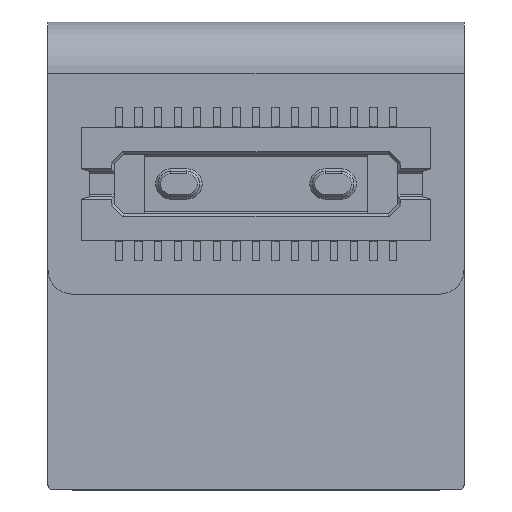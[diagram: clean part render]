
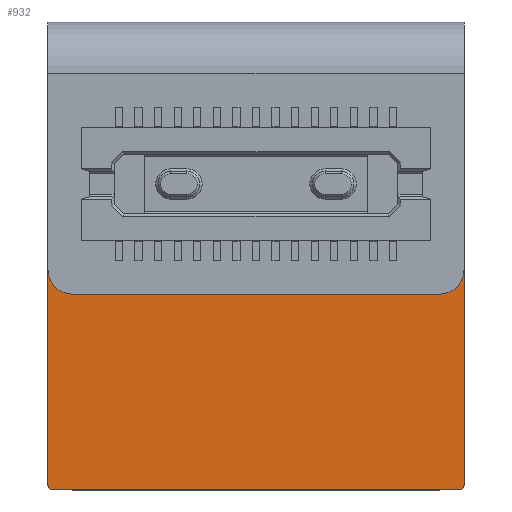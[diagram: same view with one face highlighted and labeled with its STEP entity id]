
A CAD part, front view. The second image highlights one B-rep face of the part: STEP entity #932.
In plain terms, the highlighted planar face has unit normal (0, -1, 0).
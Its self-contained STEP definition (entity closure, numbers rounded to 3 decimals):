
#197 = DIRECTION ( 'NONE',  ( 0., 1., 0. ) ) ;
#264 = VERTEX_POINT ( 'NONE', #624 ) ;
#383 = VECTOR ( 'NONE', #6766, 1000. ) ;
#624 = CARTESIAN_POINT ( 'NONE',  ( -4.25, 0., -4.15 ) ) ;
#686 = CARTESIAN_POINT ( 'NONE',  ( -4.15, 0., 4.25 ) ) ;
#737 = CARTESIAN_POINT ( 'NONE',  ( 4.15, 0., -4.15 ) ) ;
#831 = CARTESIAN_POINT ( 'NONE',  ( -4.25, 0., 4.15 ) ) ;
#932 = ADVANCED_FACE ( 'NONE', ( #3703 ), #11744, .F. ) ;
#1180 = EDGE_CURVE ( 'NONE', #11294, #13125, #12605, .T. ) ;
#1436 = DIRECTION ( 'NONE',  ( 0., 0., 1. ) ) ;
#1611 = ORIENTED_EDGE ( 'NONE', *, *, #5447, .F. ) ;
#1653 = VECTOR ( 'NONE', #13594, 1000. ) ;
#1907 = CIRCLE ( 'NONE', #9901, 0.1 ) ;
#1961 = CIRCLE ( 'NONE', #5931, 0.1 ) ;
#1979 = DIRECTION ( 'NONE',  ( 0., 0., -1. ) ) ;
#2127 = CARTESIAN_POINT ( 'NONE',  ( 4.25, 0., -4.15 ) ) ;
#2434 = EDGE_CURVE ( 'NONE', #13125, #12228, #13745, .T. ) ;
#2693 = ORIENTED_EDGE ( 'NONE', *, *, #2756, .F. ) ;
#2734 = EDGE_LOOP ( 'NONE', ( #13808, #9422, #7258, #1611, #7445, #2693, #5227, #11828 ) ) ;
#2756 = EDGE_CURVE ( 'NONE', #9207, #14152, #6490, .T. ) ;
#3703 = FACE_OUTER_BOUND ( 'NONE', #2734, .T. ) ;
#3877 = CARTESIAN_POINT ( 'NONE',  ( -4.15, 0., 4.15 ) ) ;
#4264 = CARTESIAN_POINT ( 'NONE',  ( 4.25, 0., 4.15 ) ) ;
#4311 = EDGE_CURVE ( 'NONE', #12228, #7699, #6850, .T. ) ;
#4759 = CARTESIAN_POINT ( 'NONE',  ( -4.15, 0., 4.25 ) ) ;
#4785 = CARTESIAN_POINT ( 'NONE',  ( -4.15, 0., -4.25 ) ) ;
#5015 = CARTESIAN_POINT ( 'NONE',  ( 4.15, 0., 4.15 ) ) ;
#5092 = DIRECTION ( 'NONE',  ( 0., 0., -1. ) ) ;
#5227 = ORIENTED_EDGE ( 'NONE', *, *, #7623, .F. ) ;
#5447 = EDGE_CURVE ( 'NONE', #264, #7425, #11332, .T. ) ;
#5587 = AXIS2_PLACEMENT_3D ( 'NONE', #3877, #12385, #5092 ) ;
#5931 = AXIS2_PLACEMENT_3D ( 'NONE', #737, #9204, #1979 ) ;
#6013 = EDGE_CURVE ( 'NONE', #14152, #264, #1907, .T. ) ;
#6255 = CARTESIAN_POINT ( 'NONE',  ( -4.25, 0., 4.15 ) ) ;
#6293 = CARTESIAN_POINT ( 'NONE',  ( 4.15, 0., 4.25 ) ) ;
#6490 = LINE ( 'NONE', #13106, #12968 ) ;
#6766 = DIRECTION ( 'NONE',  ( 0., 0., -1. ) ) ;
#6850 = LINE ( 'NONE', #4264, #383 ) ;
#7027 = DIRECTION ( 'NONE',  ( 1., 0., 0. ) ) ;
#7258 = ORIENTED_EDGE ( 'NONE', *, *, #8551, .F. ) ;
#7425 = VERTEX_POINT ( 'NONE', #831 ) ;
#7445 = ORIENTED_EDGE ( 'NONE', *, *, #6013, .F. ) ;
#7455 = CARTESIAN_POINT ( 'NONE',  ( -4.15, 0., -4.15 ) ) ;
#7623 = EDGE_CURVE ( 'NONE', #7699, #9207, #1961, .T. ) ;
#7699 = VERTEX_POINT ( 'NONE', #2127 ) ;
#8002 = CIRCLE ( 'NONE', #5587, 0.1 ) ;
#8551 = EDGE_CURVE ( 'NONE', #7425, #11294, #8002, .T. ) ;
#8667 = DIRECTION ( 'NONE',  ( 0., 0., -1. ) ) ;
#9123 = AXIS2_PLACEMENT_3D ( 'NONE', #9694, #10934, #12159 ) ;
#9204 = DIRECTION ( 'NONE',  ( 0., 1., 0. ) ) ;
#9207 = VERTEX_POINT ( 'NONE', #9786 ) ;
#9368 = VECTOR ( 'NONE', #7027, 1000. ) ;
#9422 = ORIENTED_EDGE ( 'NONE', *, *, #1180, .F. ) ;
#9543 = DIRECTION ( 'NONE',  ( -1., 0., 0. ) ) ;
#9694 = CARTESIAN_POINT ( 'NONE',  ( 4.15, 0., 4.15 ) ) ;
#9786 = CARTESIAN_POINT ( 'NONE',  ( 4.15, 0., -4.25 ) ) ;
#9901 = AXIS2_PLACEMENT_3D ( 'NONE', #7455, #197, #8667 ) ;
#10934 = DIRECTION ( 'NONE',  ( 0., 1., 0. ) ) ;
#11294 = VERTEX_POINT ( 'NONE', #4759 ) ;
#11332 = LINE ( 'NONE', #6255, #1653 ) ;
#11744 = PLANE ( 'NONE',  #14605 ) ;
#11828 = ORIENTED_EDGE ( 'NONE', *, *, #4311, .F. ) ;
#12159 = DIRECTION ( 'NONE',  ( 0., 0., 1. ) ) ;
#12228 = VERTEX_POINT ( 'NONE', #12658 ) ;
#12385 = DIRECTION ( 'NONE',  ( 0., 1., 0. ) ) ;
#12547 = DIRECTION ( 'NONE',  ( 0., 1., 0. ) ) ;
#12605 = LINE ( 'NONE', #686, #9368 ) ;
#12658 = CARTESIAN_POINT ( 'NONE',  ( 4.25, 0., 4.15 ) ) ;
#12968 = VECTOR ( 'NONE', #9543, 1000. ) ;
#13106 = CARTESIAN_POINT ( 'NONE',  ( -4.15, 0., -4.25 ) ) ;
#13125 = VERTEX_POINT ( 'NONE', #6293 ) ;
#13594 = DIRECTION ( 'NONE',  ( 0., 0., 1. ) ) ;
#13745 = CIRCLE ( 'NONE', #9123, 0.1 ) ;
#13808 = ORIENTED_EDGE ( 'NONE', *, *, #2434, .F. ) ;
#14152 = VERTEX_POINT ( 'NONE', #4785 ) ;
#14605 = AXIS2_PLACEMENT_3D ( 'NONE', #5015, #12547, #1436 ) ;
